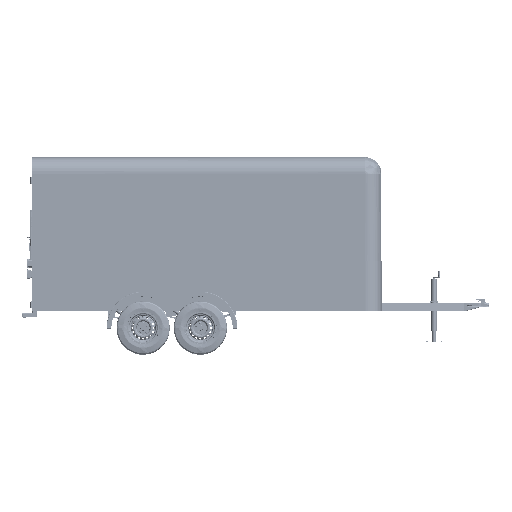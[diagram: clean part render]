
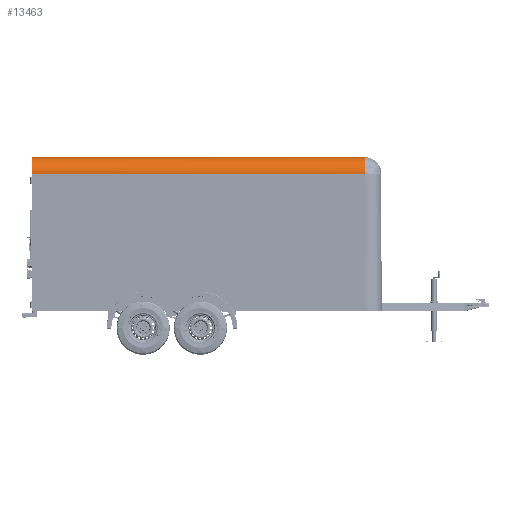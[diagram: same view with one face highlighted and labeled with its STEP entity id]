
A CAD part, top view. The second image highlights one B-rep face of the part: STEP entity #13463.
In plain terms, the highlighted free-form (B-spline) face has degree [2, 1] with [3, 2] control points.
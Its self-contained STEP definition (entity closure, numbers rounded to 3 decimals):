
#13402 = VERTEX_POINT('',#13403);
#13403 = CARTESIAN_POINT('',(3505.88,2427.389,
    716.626));
#13409 = EDGE_CURVE('',#13402,#13410,#13412,.T.);
#13410 = VERTEX_POINT('',#13411);
#13411 = CARTESIAN_POINT('',(3505.88,2222.872,
    921.143));
#13412 = ( BOUNDED_CURVE() B_SPLINE_CURVE(2,(#13413,#13414,#13415),
.UNSPECIFIED.,.F.,.F.) B_SPLINE_CURVE_WITH_KNOTS((3,3),(1.571,
3.142),.PIECEWISE_BEZIER_KNOTS.) CURVE() 
GEOMETRIC_REPRESENTATION_ITEM() RATIONAL_B_SPLINE_CURVE((1.,
0.707,1.)) REPRESENTATION_ITEM('') );
#13413 = CARTESIAN_POINT('',(3505.88,2427.389,
    716.626));
#13414 = CARTESIAN_POINT('',(3505.88,2427.389,
    921.143));
#13415 = CARTESIAN_POINT('',(3505.88,2222.872,
    921.143));
#13463 = ADVANCED_FACE('',(#13464),#13487,.T.);
#13464 = FACE_BOUND('',#13465,.T.);
#13465 = EDGE_LOOP('',(#13466,#13476,#13481,#13482));
#13466 = ORIENTED_EDGE('',*,*,#13467,.F.);
#13467 = EDGE_CURVE('',#13468,#13470,#13472,.T.);
#13468 = VERTEX_POINT('',#13469);
#13469 = CARTESIAN_POINT('',(-586.087,2222.872,
    921.143));
#13470 = VERTEX_POINT('',#13471);
#13471 = CARTESIAN_POINT('',(-586.087,2427.389,
    716.626));
#13472 = ( BOUNDED_CURVE() B_SPLINE_CURVE(2,(#13473,#13474,#13475),
.UNSPECIFIED.,.F.,.F.) B_SPLINE_CURVE_WITH_KNOTS((3,3),(0.,
1.571),.PIECEWISE_BEZIER_KNOTS.) CURVE() 
GEOMETRIC_REPRESENTATION_ITEM() RATIONAL_B_SPLINE_CURVE((1.,
0.707,1.)) REPRESENTATION_ITEM('') );
#13473 = CARTESIAN_POINT('',(-586.087,2222.872,
    921.143));
#13474 = CARTESIAN_POINT('',(-586.087,2427.389,
    921.143));
#13475 = CARTESIAN_POINT('',(-586.087,2427.389,
    716.626));
#13476 = ORIENTED_EDGE('',*,*,#13477,.F.);
#13477 = EDGE_CURVE('',#13410,#13468,#13478,.T.);
#13478 = B_SPLINE_CURVE_WITH_KNOTS('',1,(#13479,#13480),.UNSPECIFIED.,
  .F.,.F.,(2,2),(-4065.626,0.),.PIECEWISE_BEZIER_KNOTS.);
#13479 = CARTESIAN_POINT('',(3505.88,2222.872,
    921.143));
#13480 = CARTESIAN_POINT('',(-586.087,2222.872,
    921.143));
#13481 = ORIENTED_EDGE('',*,*,#13409,.F.);
#13482 = ORIENTED_EDGE('',*,*,#13483,.F.);
#13483 = EDGE_CURVE('',#13470,#13402,#13484,.T.);
#13484 = B_SPLINE_CURVE_WITH_KNOTS('',1,(#13485,#13486),.UNSPECIFIED.,
  .F.,.F.,(2,2),(-3163.113,902.513),
  .PIECEWISE_BEZIER_KNOTS.);
#13485 = CARTESIAN_POINT('',(-586.087,2427.389,
    716.626));
#13486 = CARTESIAN_POINT('',(3505.88,2427.389,
    716.626));
#13487 = ( BOUNDED_SURFACE() B_SPLINE_SURFACE(2,1,(
    (#13488,#13489)
    ,(#13490,#13491)
    ,(#13492,#13493
)),.UNSPECIFIED.,.F.,.F.,.F.) B_SPLINE_SURFACE_WITH_KNOTS((3,3),(2,2),(
    0.,1.571),(-4065.626,0.),.PIECEWISE_BEZIER_KNOTS.) 
GEOMETRIC_REPRESENTATION_ITEM() RATIONAL_B_SPLINE_SURFACE((
    (1.,1.)
    ,(0.707,0.707)
,(1.,1.))) REPRESENTATION_ITEM('') SURFACE() );
#13488 = CARTESIAN_POINT('',(3505.88,2222.872,
    921.143));
#13489 = CARTESIAN_POINT('',(-586.087,2222.872,
    921.143));
#13490 = CARTESIAN_POINT('',(3505.88,2427.389,
    921.143));
#13491 = CARTESIAN_POINT('',(-586.087,2427.389,
    921.143));
#13492 = CARTESIAN_POINT('',(3505.88,2427.389,
    716.626));
#13493 = CARTESIAN_POINT('',(-586.087,2427.389,
    716.626));
